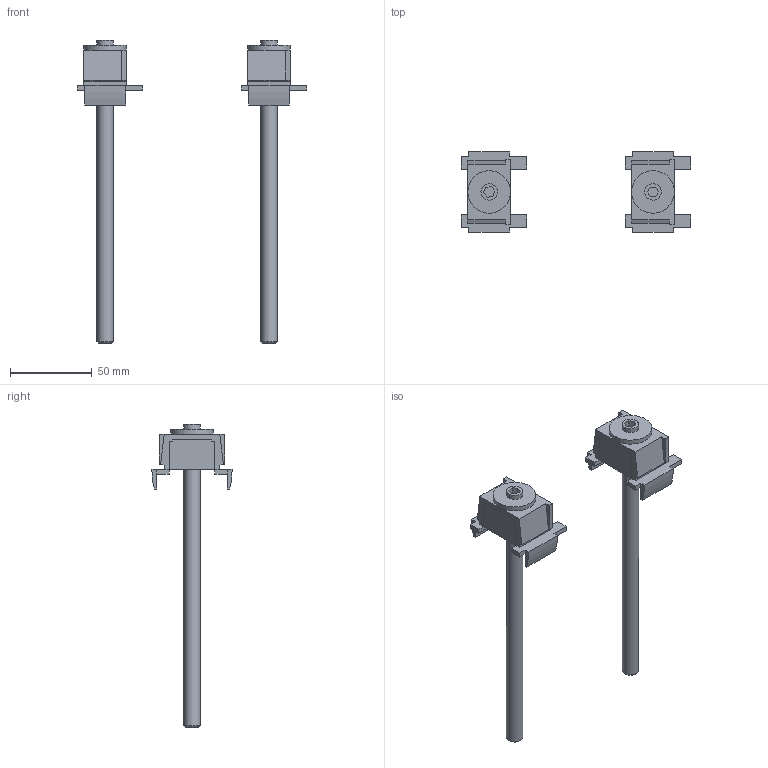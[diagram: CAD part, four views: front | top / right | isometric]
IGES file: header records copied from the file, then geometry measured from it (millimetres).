
Global section: file name: 154036; native system: Autodesk Inventor 2014; preprocessor: unknown; author: seihe2; date: 20170428.085649; units: millimetre
Bounding box: 140 x 49 x 185 mm (x, y, z)
Volume: 55340.1 mm3; surface area: 35439.5 mm2
Topology: 6 solids, 6 shells, 180 faces, 486 edges, 320 vertices
Faces by surface type: plane 148, cylinder 16, revolution 12, cone 4
Full cylindrical faces by diameter (mm): 10 x4, 14.5 x2, 16.5 x2, 20 x2, 26 x2
